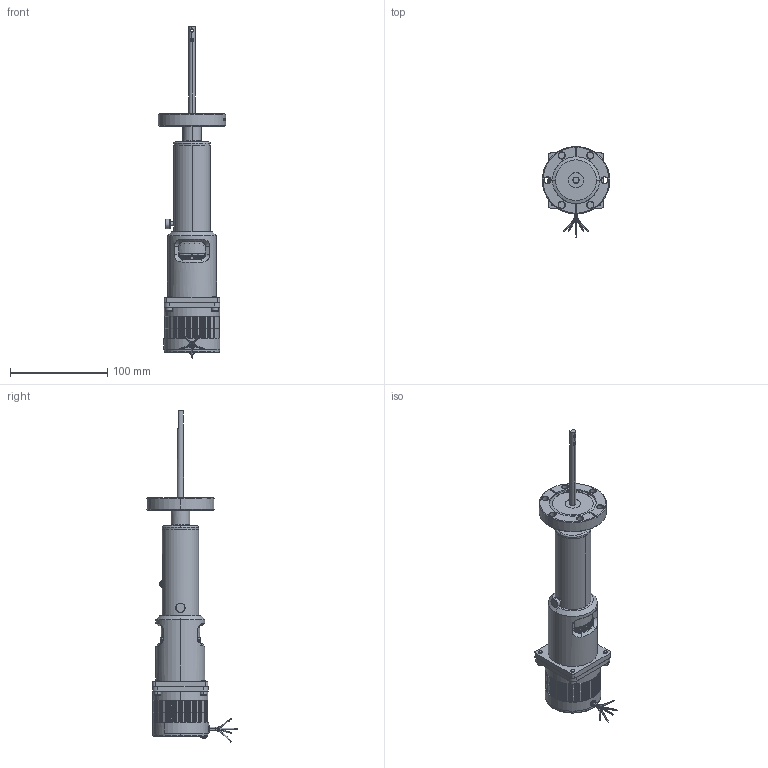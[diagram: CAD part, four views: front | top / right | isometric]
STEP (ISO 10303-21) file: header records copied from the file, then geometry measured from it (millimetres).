
FILE_DESCRIPTION (( 'STEP AP203' ), '1' );
FILE_NAME ('102220.11.stp', '2019-03-21T22:17:07', ( '' ), ( '' ), 'SwSTEP 2.0', 'SolidWorks 2012', '' );
FILE_SCHEMA (( 'CONFIG_CONTROL_DESIGN' ));
Length unit declared in the file: centimetre
Products named in the file (1): 102220.11
Bounding box: 69.34 x 93.15 x 341.37 mm (x, y, z)
Volume: 428814.6 mm3; surface area: 58363.9 mm2
Topology: 1 solids, 9 shells, 1504 faces, 4019 edges, 2587 vertices
Faces by surface type: plane 615, cylinder 461, cone 242, bspline 186
Entity records: 77993 total; most frequent: CARTESIAN_POINT 41844, ORIENTED_EDGE 7998, DIRECTION 6973, EDGE_CURVE 3999, VERTEX_POINT 2581, AXIS2_PLACEMENT_3D 2580, VECTOR 1813, LINE 1813
